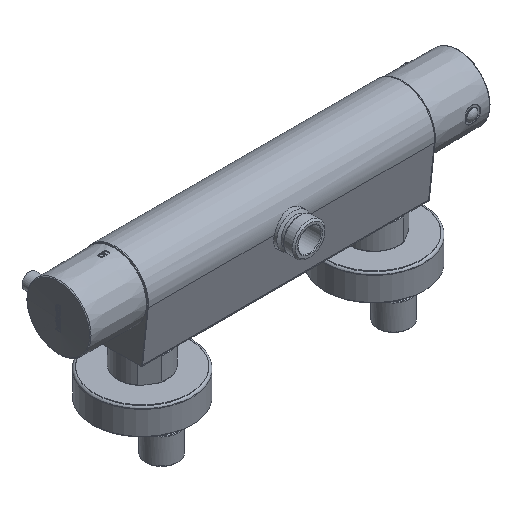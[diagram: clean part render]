
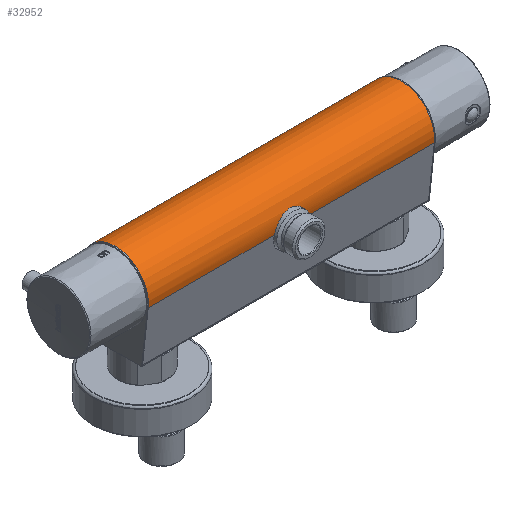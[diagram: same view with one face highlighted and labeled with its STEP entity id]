
A CAD part, isometric view. The second image highlights one B-rep face of the part: STEP entity #32952.
In plain terms, the highlighted cylindrical face has radius 21.5 mm (diameter 43 mm), a partial arc.
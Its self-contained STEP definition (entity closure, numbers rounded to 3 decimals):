
#1078=B_SPLINE_CURVE_WITH_KNOTS('',3,(#68474,#68475,#68476,#68477,#68478,
#68479,#68480,#68481,#68482,#68483,#68484,#68485),.UNSPECIFIED.,.F.,.F.,
(4,1,1,1,1,1,1,1,1,4),(-0.015,-0.012,-0.008,
-0.004,-0.002,0.,0.004,
0.008,0.012,0.015),
 .UNSPECIFIED.);
#2357=LINE('',#68460,#3974);
#2358=LINE('',#68464,#3975);
#2359=LINE('',#68468,#3976);
#2360=LINE('',#68472,#3977);
#2361=LINE('',#68487,#3978);
#2362=LINE('',#68488,#3979);
#2363=LINE('',#68493,#3980);
#3974=VECTOR('',#52701,1000.);
#3975=VECTOR('',#52704,1000.);
#3976=VECTOR('',#52707,1000.);
#3977=VECTOR('',#52710,1000.);
#3978=VECTOR('',#52711,1000.);
#3979=VECTOR('',#52712,1000.);
#3980=VECTOR('',#52715,1000.);
#5843=CYLINDRICAL_SURFACE('',#46748,21.5);
#9859=ORIENTED_EDGE('',*,*,#17581,.F.);
#9860=ORIENTED_EDGE('',*,*,#17582,.F.);
#9861=ORIENTED_EDGE('',*,*,#17583,.F.);
#9862=ORIENTED_EDGE('',*,*,#17584,.F.);
#9863=ORIENTED_EDGE('',*,*,#17585,.T.);
#9864=ORIENTED_EDGE('',*,*,#17586,.T.);
#9865=ORIENTED_EDGE('',*,*,#17587,.T.);
#9866=ORIENTED_EDGE('',*,*,#17588,.F.);
#9867=ORIENTED_EDGE('',*,*,#17589,.F.);
#9868=ORIENTED_EDGE('',*,*,#17590,.F.);
#9869=ORIENTED_EDGE('',*,*,#17591,.T.);
#9870=ORIENTED_EDGE('',*,*,#17592,.T.);
#9871=ORIENTED_EDGE('',*,*,#17593,.T.);
#9872=ORIENTED_EDGE('',*,*,#17594,.T.);
#17581=EDGE_CURVE('',#21717,#21718,#24227,.F.);
#17582=EDGE_CURVE('',#21719,#21717,#2357,.T.);
#17583=EDGE_CURVE('',#21720,#21719,#24228,.F.);
#17584=EDGE_CURVE('',#21718,#21720,#2358,.F.);
#17585=EDGE_CURVE('',#21721,#21722,#24229,.T.);
#17586=EDGE_CURVE('',#21722,#21723,#2359,.T.);
#17587=EDGE_CURVE('',#21723,#21724,#24230,.T.);
#17588=EDGE_CURVE('',#21725,#21724,#2360,.T.);
#17589=EDGE_CURVE('',#21726,#21725,#1078,.T.);
#17590=EDGE_CURVE('',#21721,#21726,#2361,.T.);
#17591=EDGE_CURVE('',#21727,#21728,#2362,.F.);
#17592=EDGE_CURVE('',#21728,#21729,#24231,.F.);
#17593=EDGE_CURVE('',#21729,#21730,#2363,.T.);
#17594=EDGE_CURVE('',#21730,#21727,#24232,.F.);
#21717=VERTEX_POINT('',#68458);
#21718=VERTEX_POINT('',#68459);
#21719=VERTEX_POINT('',#68461);
#21720=VERTEX_POINT('',#68463);
#21721=VERTEX_POINT('',#68466);
#21722=VERTEX_POINT('',#68467);
#21723=VERTEX_POINT('',#68469);
#21724=VERTEX_POINT('',#68471);
#21725=VERTEX_POINT('',#68473);
#21726=VERTEX_POINT('',#68486);
#21727=VERTEX_POINT('',#68489);
#21728=VERTEX_POINT('',#68490);
#21729=VERTEX_POINT('',#68492);
#21730=VERTEX_POINT('',#68494);
#24227=CIRCLE('',#46749,21.5);
#24228=CIRCLE('',#46750,21.5);
#24229=CIRCLE('',#46751,21.5);
#24230=CIRCLE('',#46752,21.5);
#24231=CIRCLE('',#46753,21.5);
#24232=CIRCLE('',#46754,21.5);
#26447=EDGE_LOOP('',(#9859,#9860,#9861,#9862));
#26448=EDGE_LOOP('',(#9863,#9864,#9865,#9866,#9867,#9868));
#26449=EDGE_LOOP('',(#9869,#9870,#9871,#9872));
#29323=FACE_BOUND('',#26447,.T.);
#29324=FACE_BOUND('',#26448,.T.);
#29325=FACE_BOUND('',#26449,.T.);
#32952=ADVANCED_FACE('',(#29323,#29324,#29325),#5843,.T.);
#46748=AXIS2_PLACEMENT_3D('',#68456,#52697,#52698);
#46749=AXIS2_PLACEMENT_3D('',#68457,#52699,#52700);
#46750=AXIS2_PLACEMENT_3D('',#68462,#52702,#52703);
#46751=AXIS2_PLACEMENT_3D('',#68465,#52705,#52706);
#46752=AXIS2_PLACEMENT_3D('',#68470,#52708,#52709);
#46753=AXIS2_PLACEMENT_3D('',#68491,#52713,#52714);
#46754=AXIS2_PLACEMENT_3D('',#68495,#52716,#52717);
#52697=DIRECTION('',(-1.,0.,0.));
#52698=DIRECTION('',(0.,0.,1.));
#52699=DIRECTION('',(-1.,0.,0.));
#52700=DIRECTION('',(0.,0.,1.));
#52701=DIRECTION('',(-1.,0.,0.));
#52702=DIRECTION('',(1.,0.,0.));
#52703=DIRECTION('',(0.,0.,-1.));
#52704=DIRECTION('',(-1.,0.,0.));
#52705=DIRECTION('',(-1.,0.,0.));
#52706=DIRECTION('',(0.,0.,-1.));
#52707=DIRECTION('',(-1.,0.,0.));
#52708=DIRECTION('',(1.,0.,0.));
#52709=DIRECTION('',(0.,0.,-1.));
#52710=DIRECTION('',(-1.,0.,0.));
#52711=DIRECTION('',(-1.,0.,0.));
#52712=DIRECTION('',(-1.,0.,0.));
#52713=DIRECTION('',(-1.,0.,0.));
#52714=DIRECTION('',(0.,0.,1.));
#52715=DIRECTION('',(-1.,0.,0.));
#52716=DIRECTION('',(1.,0.,0.));
#52717=DIRECTION('',(0.,0.,-1.));
#68456=CARTESIAN_POINT('',(94.5,0.,0.));
#68457=CARTESIAN_POINT('',(-89.,0.,0.));
#68458=CARTESIAN_POINT('',(-89.,21.498,-0.289));
#68459=CARTESIAN_POINT('',(-89.,21.498,0.289));
#68460=CARTESIAN_POINT('',(94.5,21.498,-0.289));
#68461=CARTESIAN_POINT('',(-81.,21.498,-0.289));
#68462=CARTESIAN_POINT('',(-81.,0.,0.));
#68463=CARTESIAN_POINT('',(-81.,21.498,0.289));
#68464=CARTESIAN_POINT('',(94.5,21.498,0.289));
#68465=CARTESIAN_POINT('',(92.5,0.,0.));
#68466=CARTESIAN_POINT('',(92.5,-21.374,-2.321));
#68467=CARTESIAN_POINT('',(92.5,21.374,-2.321));
#68468=CARTESIAN_POINT('',(94.5,21.374,-2.321));
#68469=CARTESIAN_POINT('',(-92.5,21.374,-2.321));
#68470=CARTESIAN_POINT('',(-92.5,0.,0.));
#68471=CARTESIAN_POINT('',(-92.5,-21.374,-2.321));
#68472=CARTESIAN_POINT('',(94.5,-21.374,-2.321));
#68473=CARTESIAN_POINT('',(-11.037,-21.374,-2.321));
#68474=CARTESIAN_POINT('',(11.037,-21.374,-2.321));
#68475=CARTESIAN_POINT('',(10.785,-21.513,-1.045));
#68476=CARTESIAN_POINT('',(9.841,-21.543,1.398));
#68477=CARTESIAN_POINT('',(7.277,-21.101,4.372));
#68478=CARTESIAN_POINT('',(4.435,-20.659,5.977));
#68479=CARTESIAN_POINT('',(1.954,-20.451,6.636));
#68480=CARTESIAN_POINT('',(-0.663,-20.374,6.864));
#68481=CARTESIAN_POINT('',(-3.882,-20.571,6.295));
#68482=CARTESIAN_POINT('',(-7.283,-21.103,4.365));
#68483=CARTESIAN_POINT('',(-9.843,-21.543,1.394));
#68484=CARTESIAN_POINT('',(-10.785,-21.513,-1.045));
#68485=CARTESIAN_POINT('',(-11.037,-21.374,-2.321));
#68486=CARTESIAN_POINT('',(11.037,-21.374,-2.321));
#68487=CARTESIAN_POINT('',(94.5,-21.374,-2.321));
#68488=CARTESIAN_POINT('',(94.5,21.498,-0.289));
#68489=CARTESIAN_POINT('',(81.,21.498,-0.289));
#68490=CARTESIAN_POINT('',(89.,21.498,-0.289));
#68491=CARTESIAN_POINT('',(89.,0.,0.));
#68492=CARTESIAN_POINT('',(89.,21.498,0.289));
#68493=CARTESIAN_POINT('',(94.5,21.498,0.289));
#68494=CARTESIAN_POINT('',(81.,21.498,0.289));
#68495=CARTESIAN_POINT('',(81.,0.,0.));
